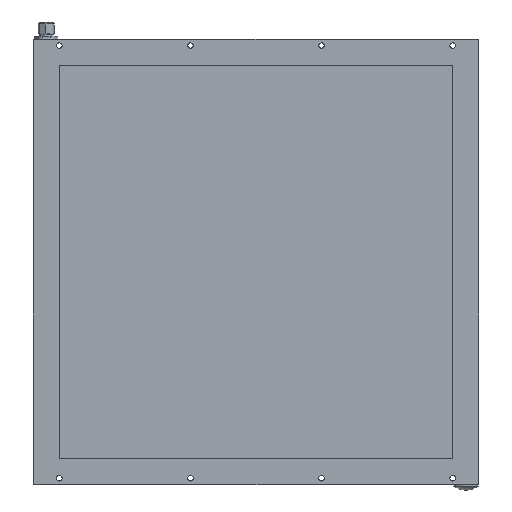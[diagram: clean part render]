
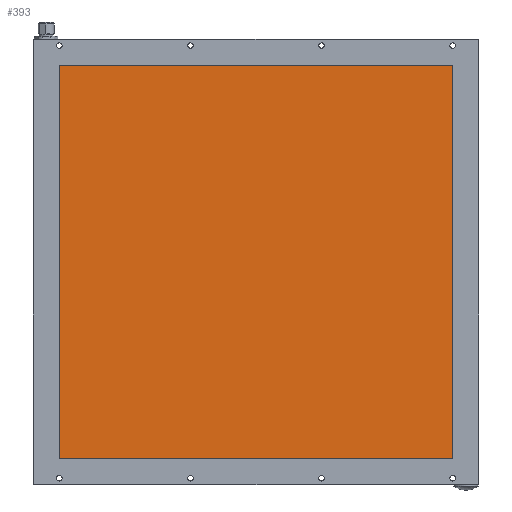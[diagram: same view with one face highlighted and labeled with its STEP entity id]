
A CAD part, front view. The second image highlights one B-rep face of the part: STEP entity #393.
In plain terms, the highlighted planar face has unit normal (0, -1, 0).
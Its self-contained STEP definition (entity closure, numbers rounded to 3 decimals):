
#246 = VERTEX_POINT ( 'NONE', #1247 ) ;
#280 = VERTEX_POINT ( 'NONE', #1215 ) ;
#317 = VERTEX_POINT ( 'NONE', #1202 ) ;
#327 = VERTEX_POINT ( 'NONE', #1243 ) ;
#393 = ADVANCED_FACE ( 'NONE', ( #1084 ), #1083, .T. ) ;
#1083 = PLANE ( 'NONE',  #1634 ) ;
#1084 = FACE_OUTER_BOUND ( 'NONE', #2659, .T. ) ;
#1092 = DIRECTION ( 'NONE',  ( 1., 0., 0. ) ) ;
#1096 = CARTESIAN_POINT ( 'NONE',  ( 15.5, 4.1, -324.5 ) ) ;
#1105 = DIRECTION ( 'NONE',  ( 0., -1., 0. ) ) ;
#1202 = CARTESIAN_POINT ( 'NONE',  ( 320., 4.1, -320. ) ) ;
#1215 = CARTESIAN_POINT ( 'NONE',  ( 320., 4.1, -20. ) ) ;
#1243 = CARTESIAN_POINT ( 'NONE',  ( 20., 4.1, -320. ) ) ;
#1247 = CARTESIAN_POINT ( 'NONE',  ( 20., 4.1, -20. ) ) ;
#1432 = VECTOR ( 'NONE', #4307, 1000. ) ;
#1634 = AXIS2_PLACEMENT_3D ( 'NONE', #1096, #1105, #1092 ) ;
#2136 = ORIENTED_EDGE ( 'NONE', *, *, #2959, .F. ) ;
#2304 = ORIENTED_EDGE ( 'NONE', *, *, #2999, .F. ) ;
#2392 = ORIENTED_EDGE ( 'NONE', *, *, #3090, .F. ) ;
#2438 = ORIENTED_EDGE ( 'NONE', *, *, #3000, .F. ) ;
#2659 = EDGE_LOOP ( 'NONE', ( #2136, #2438, #2392, #2304 ) ) ;
#2959 = EDGE_CURVE ( 'NONE', #327, #246, #4305, .T. ) ;
#2999 = EDGE_CURVE ( 'NONE', #246, #280, #4426, .T. ) ;
#3000 = EDGE_CURVE ( 'NONE', #317, #327, #4427, .T. ) ;
#3090 = EDGE_CURVE ( 'NONE', #280, #317, #3586, .T. ) ;
#3586 = LINE ( 'NONE', #3587, #4702 ) ;
#3587 = CARTESIAN_POINT ( 'NONE',  ( 320., 4.1, -326. ) ) ;
#3588 = DIRECTION ( 'NONE',  ( 0., 0., -1. ) ) ;
#4305 = LINE ( 'NONE', #4306, #1432 ) ;
#4306 = CARTESIAN_POINT ( 'NONE',  ( 20., 4.1, -14. ) ) ;
#4307 = DIRECTION ( 'NONE',  ( 0., 0., 1. ) ) ;
#4426 = LINE ( 'NONE', #4435, #4648 ) ;
#4427 = LINE ( 'NONE', #4438, #4745 ) ;
#4435 = CARTESIAN_POINT ( 'NONE',  ( 340., 4.1, -20. ) ) ;
#4437 = DIRECTION ( 'NONE',  ( 1., 0., 0. ) ) ;
#4438 = CARTESIAN_POINT ( 'NONE',  ( 0., 4.1, -320. ) ) ;
#4440 = DIRECTION ( 'NONE',  ( -1., 0., 0. ) ) ;
#4648 = VECTOR ( 'NONE', #4437, 1000. ) ;
#4702 = VECTOR ( 'NONE', #3588, 1000. ) ;
#4745 = VECTOR ( 'NONE', #4440, 1000. ) ;
